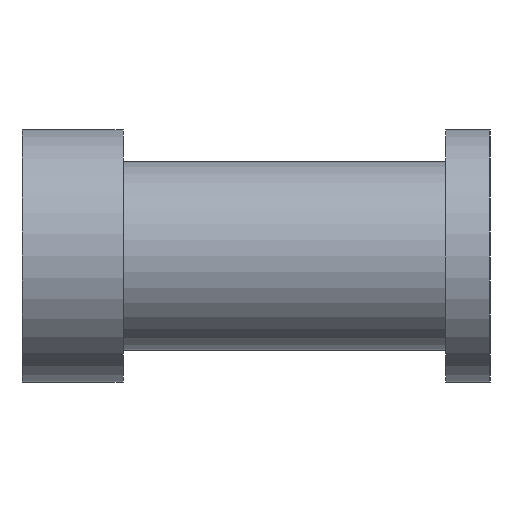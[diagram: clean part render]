
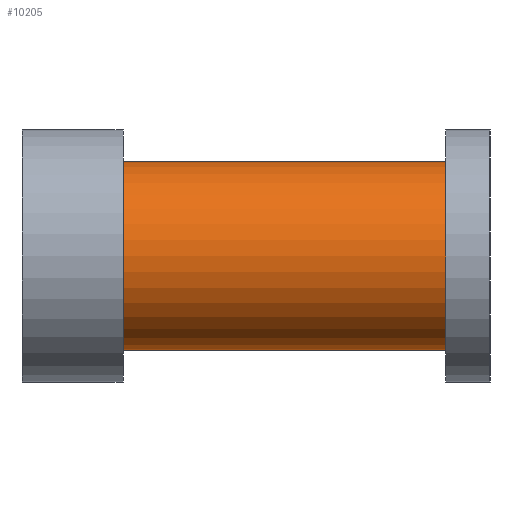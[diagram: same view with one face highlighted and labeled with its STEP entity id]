
A CAD part, left-side view. The second image highlights one B-rep face of the part: STEP entity #10205.
In plain terms, the highlighted cylindrical face has radius 7.5 mm (diameter 15 mm), a partial arc.
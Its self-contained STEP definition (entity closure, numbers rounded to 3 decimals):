
#699 = AXIS2_PLACEMENT_3D ( 'NONE', #2331, #6022, #11041 ) ;
#1059 = ORIENTED_EDGE ( 'NONE', *, *, #11400, .F. ) ;
#1276 = DIRECTION ( 'NONE',  ( 0., 0., -1. ) ) ;
#1580 = LINE ( 'NONE', #11351, #12889 ) ;
#2331 = CARTESIAN_POINT ( 'NONE',  ( -126.5, -12.5, 0. ) ) ;
#3240 = CARTESIAN_POINT ( 'NONE',  ( -126.5, 13., -7.5 ) ) ;
#4494 = ORIENTED_EDGE ( 'NONE', *, *, #11846, .T. ) ;
#4966 = DIRECTION ( 'NONE',  ( 0., -1., 0. ) ) ;
#5411 = VERTEX_POINT ( 'NONE', #5566 ) ;
#5566 = CARTESIAN_POINT ( 'NONE',  ( -126.5, -12.5, -7.5 ) ) ;
#6022 = DIRECTION ( 'NONE',  ( 0., -1., 0. ) ) ;
#6661 = CARTESIAN_POINT ( 'NONE',  ( -126.5, 16., 0. ) ) ;
#7662 = CARTESIAN_POINT ( 'NONE',  ( -126.5, -12.5, 7.5 ) ) ;
#7908 = CIRCLE ( 'NONE', #8234, 7.5 ) ;
#8234 = AXIS2_PLACEMENT_3D ( 'NONE', #8315, #14587, #9464 ) ;
#8315 = CARTESIAN_POINT ( 'NONE',  ( -126.5, 13., 0. ) ) ;
#8378 = ORIENTED_EDGE ( 'NONE', *, *, #15740, .F. ) ;
#8609 = EDGE_LOOP ( 'NONE', ( #1059, #8378, #4494, #9265 ) ) ;
#8621 = CARTESIAN_POINT ( 'NONE',  ( -126.5, 16., -7.5 ) ) ;
#8673 = DIRECTION ( 'NONE',  ( 0., -1., 0. ) ) ;
#8744 = DIRECTION ( 'NONE',  ( 0., -1., 0. ) ) ;
#9265 = ORIENTED_EDGE ( 'NONE', *, *, #9568, .F. ) ;
#9464 = DIRECTION ( 'NONE',  ( 0., 0., 1. ) ) ;
#9568 = EDGE_CURVE ( 'NONE', #12705, #5411, #13146, .T. ) ;
#9760 = AXIS2_PLACEMENT_3D ( 'NONE', #6661, #8744, #1276 ) ;
#9787 = FACE_OUTER_BOUND ( 'NONE', #8609, .T. ) ;
#10205 = ADVANCED_FACE ( 'NONE', ( #9787 ), #15442, .T. ) ;
#11041 = DIRECTION ( 'NONE',  ( 0., 0., -1. ) ) ;
#11144 = VERTEX_POINT ( 'NONE', #3240 ) ;
#11351 = CARTESIAN_POINT ( 'NONE',  ( -126.5, 16., 7.5 ) ) ;
#11400 = EDGE_CURVE ( 'NONE', #16117, #12705, #1580, .T. ) ;
#11500 = VECTOR ( 'NONE', #8673, 1000. ) ;
#11846 = EDGE_CURVE ( 'NONE', #11144, #5411, #12466, .T. ) ;
#12466 = LINE ( 'NONE', #8621, #11500 ) ;
#12705 = VERTEX_POINT ( 'NONE', #7662 ) ;
#12889 = VECTOR ( 'NONE', #4966, 1000. ) ;
#13146 = CIRCLE ( 'NONE', #699, 7.5 ) ;
#14587 = DIRECTION ( 'NONE',  ( 0., 1., 0. ) ) ;
#15097 = CARTESIAN_POINT ( 'NONE',  ( -126.5, 13., 7.5 ) ) ;
#15442 = CYLINDRICAL_SURFACE ( 'NONE', #9760, 7.5 ) ;
#15740 = EDGE_CURVE ( 'NONE', #11144, #16117, #7908, .T. ) ;
#16117 = VERTEX_POINT ( 'NONE', #15097 ) ;
